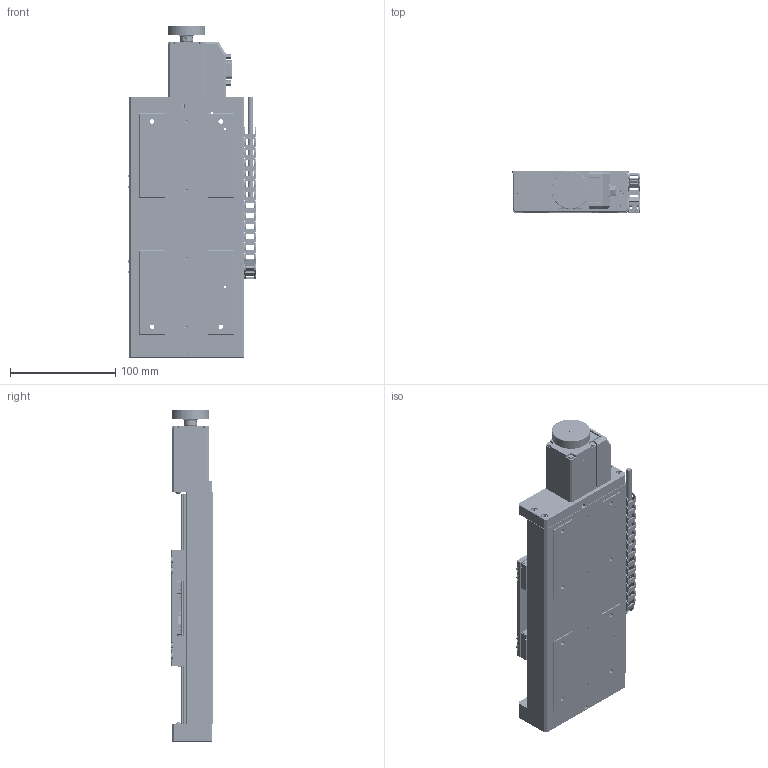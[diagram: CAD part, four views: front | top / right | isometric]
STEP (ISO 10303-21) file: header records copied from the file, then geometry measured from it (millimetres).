
FILE_DESCRIPTION (( 'STEP AP214' ), '1' );
FILE_NAME ('PPS-110-21X10.STEP', '2023-03-02T23:17:47', ( '' ), ( '' ), 'SwSTEP 2.0', 'SolidWorks 2020', '' );
FILE_SCHEMA (( 'AUTOMOTIVE_DESIGN' ));
Length unit declared in the file: millimetre
Products named in the file (41): 1; PPS-110, Base, Master Part_100mm Stepper & Piezo; 430750 PPS-110 External Motor cover; 36; SCREW, MS-PPH, M-JCIS 1_M1.6 x 0.35 x 3mm; 40; 33; 430865 PPS-110, End Plate, Motor Side, No Cover, Stepper Motor_Without Cover; Screw, SHCS-S, M-DIN._M3 x 0.5 x 10mm; 130242 Bearing, Slide Rail, PPS-110 (SEBS9B Track)_100mm; RubberBall; 110006-109 Connector D-sub Male SC; 37; Screw, SHCS-S, M-DIN._M3 x 0.5 x 12mm; 130242 Bearing, Slide Rail, PPS-110 (SEBS9B Slide); 2; 38; 430866 PPS-110, End Plate, Bearing Side, No Cover, Stepper Motor_Without cover; PPS-110 Base Demo Assembly_2022_100mm Travel Stepper Motor ; IGUS E3-3 7w 15br_100mm; 4; PPS-110-21X10; 42; 35; Screw, SHCS-S, M-DIN._M3 x 0.5 x 18mm; PPS-110 Carriage Demo Assembly_2022_Stepper Motor Carriage (Ball Screw); 41; 43; 34; 32; Clean Damper D4CL-5.0F; Screw, SHCS-S, M-DIN._M3 x 0.5 x 08mm; 110194 Stepper Motor, Size 14, Oriental Motors PKP235D08B-L; 430710 PPS-110, Carriage, L110, Linear and Stepper Motor; 430714 PPS-110, Carriage Cable Cover; 39; 5; Screw, SHCS-L, M-DIN_M3 x 0.5 x 06mm; 3; Cable Chain exit cable ...
Assembly tree (104 placements, depth 3):
  PPS-110-21X10
    PPS-110 Base Demo Assembly_2022_100mm Travel Stepper Motor 
      PPS-110, Base, Master Part_100mm Stepper & Piezo
      Screw, SHCS-S, M-DIN._M3 x 0.5 x 08mm  x22
      130242 Bearing, Slide Rail, PPS-110 (SEBS9B Track)_100mm  x2
      RubberBall  x4
      430866 PPS-110, End Plate, Bearing Side, No Cover, Stepper Motor_Without cover
      Screw, SHCS-S, M-DIN._M3 x 0.5 x 10mm  x2
      Screw, SHCS-S, M-DIN._M3 x 0.5 x 18mm  x3
      430865 PPS-110, End Plate, Motor Side, No Cover, Stepper Motor_Without Cover
      Screw, SHCS-S, M-DIN._M3 x 0.5 x 12mm  x9
      110194 Stepper Motor, Size 14, Oriental Motors PKP235D08B-L
      430750 PPS-110 External Motor cover
      Clean Damper D4CL-5.0F
      110006-109 Connector D-sub Male SC
      130008 D-sub Standoff  x2
    PPS-110 Carriage Demo Assembly_2022_Stepper Motor Carriage (Ball Screw)
      430710 PPS-110, Carriage, L110, Linear and Stepper Motor
      430714 PPS-110, Carriage Cable Cover
      SCREW, MS-PPH, M-JCIS 1_M1.6 x 0.35 x 3mm  x10
      130242 Bearing, Slide Rail, PPS-110 (SEBS9B Slide)  x4
      Screw, SHCS-L, M-DIN_M3 x 0.5 x 06mm  x16
    IGUS E3-3 7w 15br_100mm
      1
      2
      3
      4
      5
      32
      33
      34
      35
      36
      37
      38
      39
      40
      41
      42
      43
    Cable Chain exit cable
Bounding box: 120.95 x 40 x 315 mm (x, y, z)
Volume: 651226.3 mm3; surface area: 216827.9 mm2
Topology: 101 solids, 101 shells, 5119 faces, 12353 edges, 7664 vertices
Faces by surface type: plane 2579, cylinder 1540, torus 514, cone 462, bspline 16, sphere 8
Entity records: 99304 total; most frequent: DIRECTION 15272, CARTESIAN_POINT 15251, ORIENTED_EDGE 13966, EDGE_CURVE 6983, AXIS2_PLACEMENT_3D 5500, VERTEX_POINT 4517, VECTOR 4272, LINE 4272
